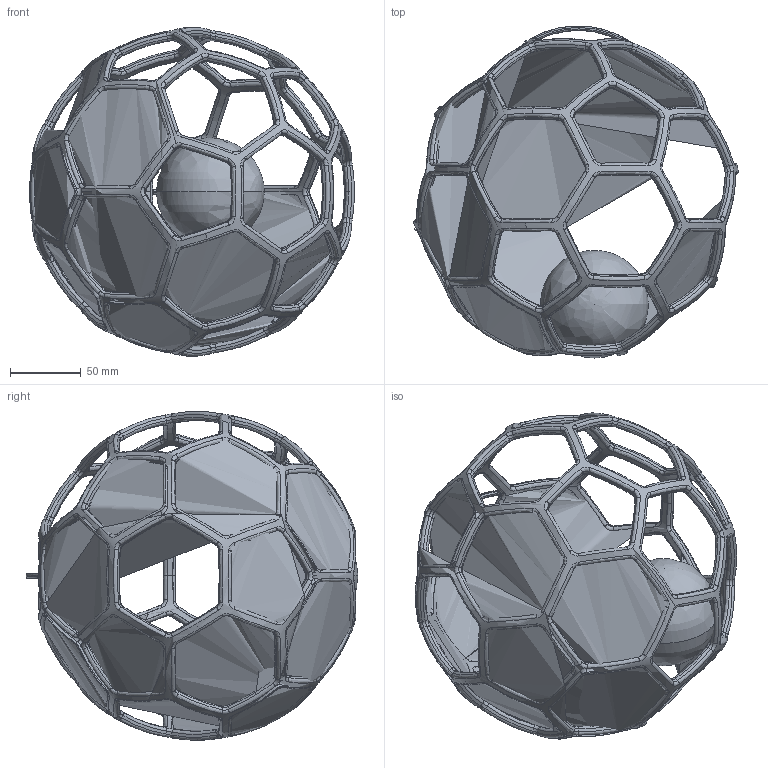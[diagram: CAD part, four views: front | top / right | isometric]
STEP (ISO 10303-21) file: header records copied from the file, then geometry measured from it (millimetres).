
FILE_DESCRIPTION(('FreeCAD Model'),'2;1');
FILE_NAME('Open CASCADE Shape Model','2025-05-04T12:59:40',('FreeCAD'),( 'FreeCAD'),'Open CASCADE STEP processor 7.6','FreeCAD','Unknown');
FILE_SCHEMA(('AUTOMOTIVE_DESIGN { 1 0 10303 214 1 1 1 1 }'));
Products named in the file (1): Open CASCADE STEP translator 7.6 1
Bounding box: 229.3 x 234.49 x 232.09 mm (x, y, z)
Volume: 427156.1 mm3; surface area: 118633.8 mm2
Topology: 2 solids, 2 shells, 1328 faces, 3313 edges, 1951 vertices
Faces by surface type: bspline 1328
Entity records: 58683 total; most frequent: CARTESIAN_POINT 41366, ORIENTED_EDGE 6598, EDGE_CURVE 3299, VERTEX_POINT 1951, FACE_BOUND 1368, EDGE_LOOP 1368, ADVANCED_FACE 1328, B_SPLINE_CURVE_WITH_KNOTS 1202
